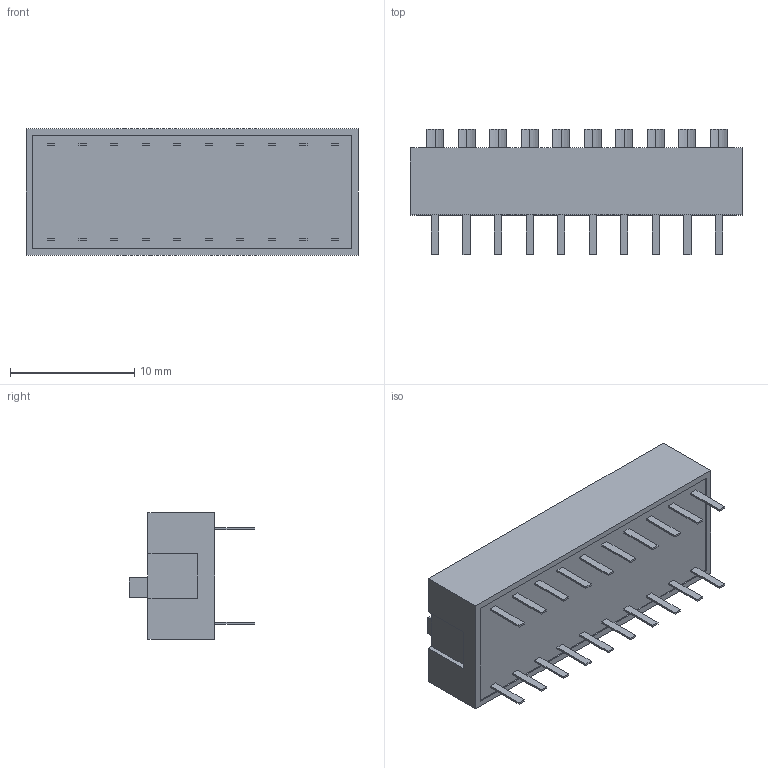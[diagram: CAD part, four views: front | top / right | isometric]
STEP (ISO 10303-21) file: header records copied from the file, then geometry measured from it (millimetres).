
FILE_DESCRIPTION (( 'STEP AP214' ), '1' );
FILE_NAME ('User Library-DIPSWITCH10.STEP', '2010-07-18T05:02:51', ( 'sysAdmin' ), ( 'SolidWorks' ), 'SwSTEP 2.0', 'SolidWorks 2010', '' );
FILE_SCHEMA (( 'AUTOMOTIVE_DESIGN' ));
Length unit declared in the file: millimetre
Products named in the file (1): User Library-DIPSWITCH10
Bounding box: 26.76 x 10.1 x 10.16 mm (x, y, z)
Volume: 1453.8 mm3; surface area: 1238 mm2
Topology: 1 solids, 1 shells, 294 faces, 729 edges, 486 vertices
Faces by surface type: plane 231, bspline 33, cylinder 30
Entity records: 13610 total; most frequent: CARTESIAN_POINT 4117, ORIENTED_EDGE 1458, DIRECTION 1247, EDGE_CURVE 729, LINE 603, VECTOR 603, VERTEX_POINT 486, EDGE_LOOP 343
